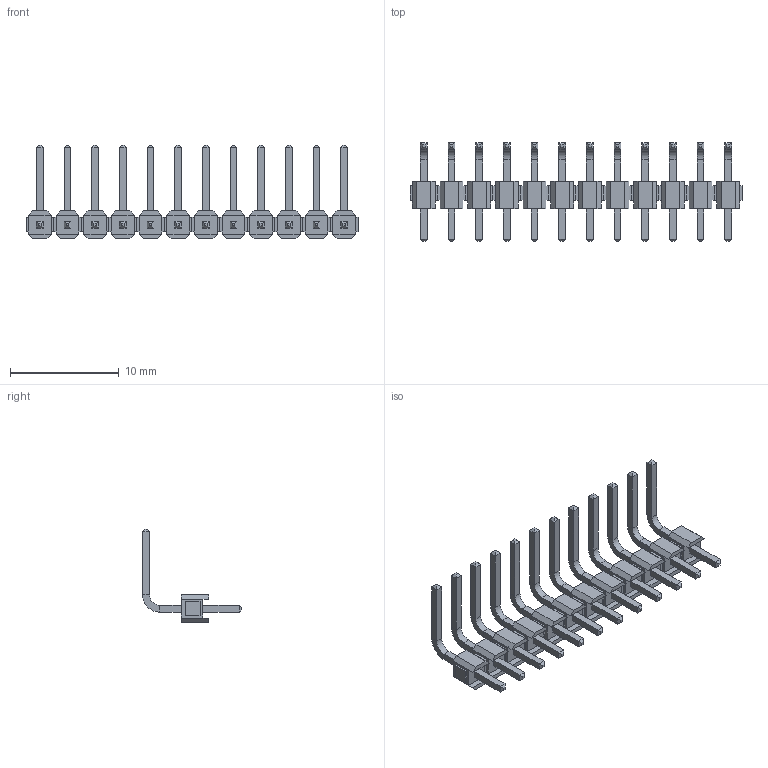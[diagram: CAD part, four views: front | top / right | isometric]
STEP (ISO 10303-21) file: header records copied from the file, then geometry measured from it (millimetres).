
FILE_DESCRIPTION (( 'STEP AP214' ), '1' );
FILE_NAME ('PLSRU-12.STEP', '2019-06-28T14:37:36', ( '' ), ( '' ), 'SwSTEP 2.0', 'SolidWorks 2018', '' );
FILE_SCHEMA (( 'AUTOMOTIVE_DESIGN' ));
Length unit declared in the file: millimetre
Products named in the file (1): PLSRU-12
Bounding box: 30.48 x 9.07 x 8.54 mm (x, y, z)
Volume: 203.6 mm3; surface area: 822.2 mm2
Topology: 24 solids, 24 shells, 612 faces, 1344 edges, 816 vertices
Faces by surface type: plane 588, cylinder 24
Entity records: 23129 total; most frequent: CARTESIAN_POINT 2773, ORIENTED_EDGE 2688, DIRECTION 2618, EDGE_CURVE 1344, VECTOR 1296, LINE 1296, VERTEX_POINT 816, AXIS2_PLACEMENT_3D 661
